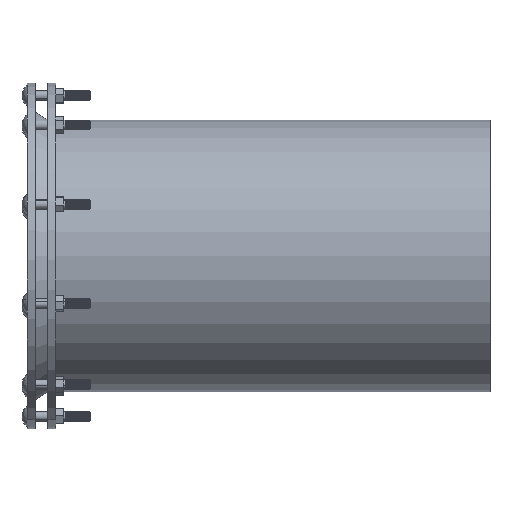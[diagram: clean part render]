
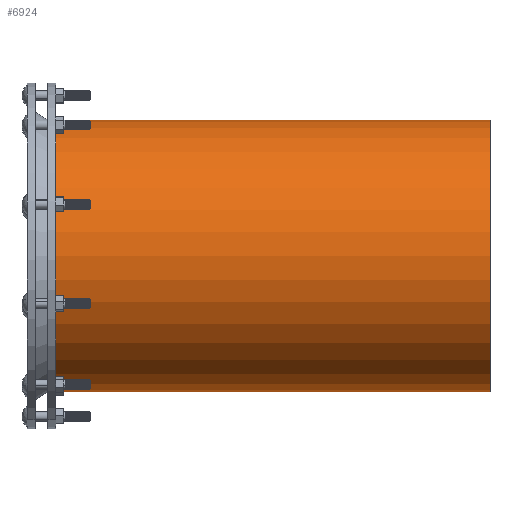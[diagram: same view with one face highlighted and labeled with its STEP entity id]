
A CAD part, left-side view. The second image highlights one B-rep face of the part: STEP entity #6924.
In plain terms, the highlighted cylindrical face has radius 136.525 mm (diameter 273.05 mm), a partial arc.
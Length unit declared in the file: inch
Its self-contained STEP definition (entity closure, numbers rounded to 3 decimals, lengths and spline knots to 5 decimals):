
#52 = LINE ( 'NONE', #8758, #1572 ) ;
#1232 = DIRECTION ( 'NONE',  ( 0., -1., 0. ) ) ;
#1257 = VERTEX_POINT ( 'NONE', #13242 ) ;
#1527 = CARTESIAN_POINT ( 'NONE',  ( 0., 0., 0. ) ) ;
#1572 = VECTOR ( 'NONE', #9798, 39.37008 ) ;
#1758 = ORIENTED_EDGE ( 'NONE', *, *, #8741, .T. ) ;
#2070 = ORIENTED_EDGE ( 'NONE', *, *, #5370, .T. ) ;
#2502 = CARTESIAN_POINT ( 'NONE',  ( 0., 17.5, 0. ) ) ;
#2831 = VECTOR ( 'NONE', #3490, 39.37008 ) ;
#2997 = DIRECTION ( 'NONE',  ( 0., -1., 0. ) ) ;
#3239 = CARTESIAN_POINT ( 'NONE',  ( 0., 0., -5.375 ) ) ;
#3481 = VERTEX_POINT ( 'NONE', #15535 ) ;
#3490 = DIRECTION ( 'NONE',  ( 0., -1., 0. ) ) ;
#3793 = FACE_OUTER_BOUND ( 'NONE', #11682, .T. ) ;
#3867 = CYLINDRICAL_SURFACE ( 'NONE', #8237, 5.375 ) ;
#3939 = DIRECTION ( 'NONE',  ( 0., 0., -1. ) ) ;
#5370 = EDGE_CURVE ( 'NONE', #9005, #3481, #5428, .T. ) ;
#5428 = CIRCLE ( 'NONE', #14347, 5.375 ) ;
#5923 = CIRCLE ( 'NONE', #9984, 5.375 ) ;
#6739 = LINE ( 'NONE', #3239, #2831 ) ;
#6799 = VERTEX_POINT ( 'NONE', #7020 ) ;
#6877 = ORIENTED_EDGE ( 'NONE', *, *, #8641, .F. ) ;
#6924 = ADVANCED_FACE ( 'NONE', ( #3793 ), #3867, .T. ) ;
#7020 = CARTESIAN_POINT ( 'NONE',  ( 0., 0., 5.375 ) ) ;
#7297 = DIRECTION ( 'NONE',  ( 0., 0., -1. ) ) ;
#7968 = CARTESIAN_POINT ( 'NONE',  ( 0., 17.5, 5.375 ) ) ;
#8237 = AXIS2_PLACEMENT_3D ( 'NONE', #1527, #1232, #7297 ) ;
#8499 = ORIENTED_EDGE ( 'NONE', *, *, #9415, .F. ) ;
#8641 = EDGE_CURVE ( 'NONE', #6799, #1257, #5923, .T. ) ;
#8741 = EDGE_CURVE ( 'NONE', #3481, #1257, #6739, .T. ) ;
#8758 = CARTESIAN_POINT ( 'NONE',  ( 0., 0., 5.375 ) ) ;
#9005 = VERTEX_POINT ( 'NONE', #7968 ) ;
#9415 = EDGE_CURVE ( 'NONE', #9005, #6799, #52, .T. ) ;
#9798 = DIRECTION ( 'NONE',  ( 0., -1., 0. ) ) ;
#9984 = AXIS2_PLACEMENT_3D ( 'NONE', #14014, #2997, #10099 ) ;
#10099 = DIRECTION ( 'NONE',  ( 0., 0., -1. ) ) ;
#11682 = EDGE_LOOP ( 'NONE', ( #8499, #2070, #1758, #6877 ) ) ;
#13242 = CARTESIAN_POINT ( 'NONE',  ( 0., 0., -5.375 ) ) ;
#14014 = CARTESIAN_POINT ( 'NONE',  ( 0., 0., 0. ) ) ;
#14347 = AXIS2_PLACEMENT_3D ( 'NONE', #2502, #14740, #3939 ) ;
#14740 = DIRECTION ( 'NONE',  ( 0., -1., 0. ) ) ;
#15535 = CARTESIAN_POINT ( 'NONE',  ( 0., 17.5, -5.375 ) ) ;
